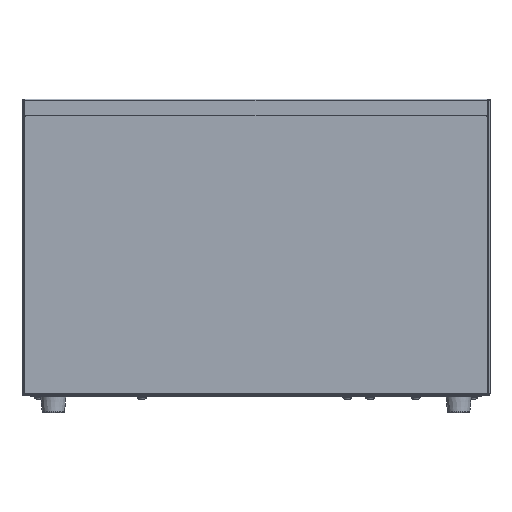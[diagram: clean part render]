
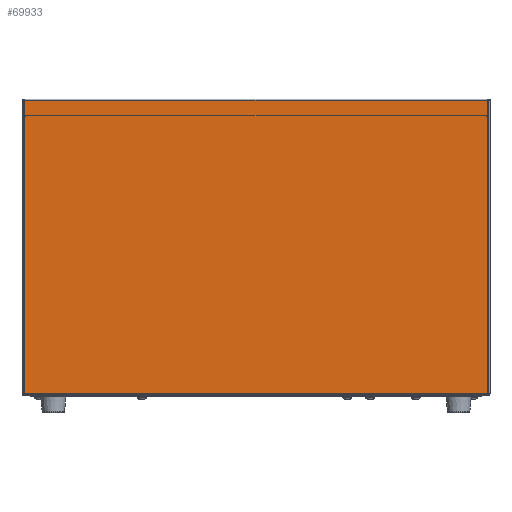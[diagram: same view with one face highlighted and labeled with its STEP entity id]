
A CAD part, left-side view. The second image highlights one B-rep face of the part: STEP entity #69933.
In plain terms, the highlighted planar face has unit normal (-1, 0, 0).
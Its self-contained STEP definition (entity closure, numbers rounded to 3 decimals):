
#2348=PLANE('',#74421);
#5302=FACE_OUTER_BOUND('',#9167,.T.);
#9167=EDGE_LOOP('',(#50456,#50457,#50458,#50459,#50460,#50461,#50462,#50463,
#50464,#50465,#50466,#50467));
#13856=LINE('',#107911,#20675);
#13874=LINE('',#108054,#20693);
#13876=LINE('',#108060,#20695);
#13877=LINE('',#108062,#20696);
#13878=LINE('',#108064,#20697);
#13879=LINE('',#108068,#20698);
#13880=LINE('',#108070,#20699);
#13881=LINE('',#108072,#20700);
#13882=LINE('',#108076,#20701);
#13883=LINE('',#108077,#20702);
#20675=VECTOR('',#84102,10.);
#20693=VECTOR('',#84150,10.);
#20695=VECTOR('',#84156,10.);
#20696=VECTOR('',#84157,10.);
#20697=VECTOR('',#84158,10.);
#20698=VECTOR('',#84161,10.);
#20699=VECTOR('',#84162,10.);
#20700=VECTOR('',#84163,10.);
#20701=VECTOR('',#84166,10.);
#20702=VECTOR('',#84167,10.);
#26478=CIRCLE('',#74422,0.05);
#26479=CIRCLE('',#74423,0.05);
#30062=VERTEX_POINT('',#107902);
#30063=VERTEX_POINT('',#107910);
#30073=VERTEX_POINT('',#108053);
#30075=VERTEX_POINT('',#108059);
#30076=VERTEX_POINT('',#108061);
#30077=VERTEX_POINT('',#108063);
#30078=VERTEX_POINT('',#108065);
#30079=VERTEX_POINT('',#108067);
#30080=VERTEX_POINT('',#108069);
#30081=VERTEX_POINT('',#108071);
#30082=VERTEX_POINT('',#108073);
#30083=VERTEX_POINT('',#108075);
#37598=EDGE_CURVE('',#30063,#30062,#13856,.T.);
#37627=EDGE_CURVE('',#30073,#30063,#13874,.T.);
#37630=EDGE_CURVE('',#30062,#30075,#13876,.T.);
#37631=EDGE_CURVE('',#30076,#30075,#13877,.T.);
#37632=EDGE_CURVE('',#30076,#30077,#13878,.T.);
#37633=EDGE_CURVE('',#30077,#30078,#26478,.T.);
#37634=EDGE_CURVE('',#30078,#30079,#13879,.T.);
#37635=EDGE_CURVE('',#30079,#30080,#13880,.T.);
#37636=EDGE_CURVE('',#30080,#30081,#13881,.T.);
#37637=EDGE_CURVE('',#30081,#30082,#26479,.T.);
#37638=EDGE_CURVE('',#30082,#30083,#13882,.T.);
#37639=EDGE_CURVE('',#30073,#30083,#13883,.T.);
#50456=ORIENTED_EDGE('',*,*,#37598,.T.);
#50457=ORIENTED_EDGE('',*,*,#37630,.T.);
#50458=ORIENTED_EDGE('',*,*,#37631,.F.);
#50459=ORIENTED_EDGE('',*,*,#37632,.T.);
#50460=ORIENTED_EDGE('',*,*,#37633,.T.);
#50461=ORIENTED_EDGE('',*,*,#37634,.T.);
#50462=ORIENTED_EDGE('',*,*,#37635,.T.);
#50463=ORIENTED_EDGE('',*,*,#37636,.T.);
#50464=ORIENTED_EDGE('',*,*,#37637,.T.);
#50465=ORIENTED_EDGE('',*,*,#37638,.T.);
#50466=ORIENTED_EDGE('',*,*,#37639,.F.);
#50467=ORIENTED_EDGE('',*,*,#37627,.T.);
#69933=ADVANCED_FACE('',(#5302),#2348,.T.);
#74421=AXIS2_PLACEMENT_3D('',#108058,#84154,#84155);
#74422=AXIS2_PLACEMENT_3D('',#108066,#84159,#84160);
#74423=AXIS2_PLACEMENT_3D('',#108074,#84164,#84165);
#84102=DIRECTION('',(0.,-1.,0.));
#84150=DIRECTION('',(0.,0.,-1.));
#84154=DIRECTION('center_axis',(-1.,0.,0.));
#84155=DIRECTION('ref_axis',(0.,0.,
1.));
#84156=DIRECTION('',(0.,0.,1.));
#84157=DIRECTION('',(0.,-1.,0.));
#84158=DIRECTION('',(0.,0.,-1.));
#84159=DIRECTION('center_axis',(1.,0.,0.));
#84160=DIRECTION('ref_axis',(0.,1.,0.));
#84161=DIRECTION('',(0.,0.,1.));
#84162=DIRECTION('',(0.,1.,0.));
#84163=DIRECTION('',(0.,0.,-1.));
#84164=DIRECTION('center_axis',(1.,0.,0.));
#84165=DIRECTION('ref_axis',(0.,-1.,0.));
#84166=DIRECTION('',(0.,0.,1.));
#84167=DIRECTION('',(0.,-1.,0.));
#107902=CARTESIAN_POINT('',(-307.5,-203.,-128.));
#107910=CARTESIAN_POINT('',(-307.5,203.,-128.));
#107911=CARTESIAN_POINT('',(-307.5,101.5,-128.));
#108053=CARTESIAN_POINT('',(-307.5,203.,130.));
#108054=CARTESIAN_POINT('',(-307.5,203.,65.));
#108058=CARTESIAN_POINT('Origin',(-307.5,0.,
0.));
#108059=CARTESIAN_POINT('',(-307.5,-203.,130.));
#108060=CARTESIAN_POINT('',(-307.5,-203.,-65.));
#108061=CARTESIAN_POINT('',(-307.5,-202.5,130.));
#108062=CARTESIAN_POINT('',(-307.5,205.,130.));
#108063=CARTESIAN_POINT('',(-307.5,-202.5,128.7));
#108064=CARTESIAN_POINT('',(-307.5,-202.5,64.35));
#108065=CARTESIAN_POINT('',(-307.5,-202.4,128.7));
#108066=CARTESIAN_POINT('Origin',(-307.5,-202.45,128.7));
#108067=CARTESIAN_POINT('',(-307.5,-202.4,128.75));
#108068=CARTESIAN_POINT('',(-307.5,-202.4,65.));
#108069=CARTESIAN_POINT('',(-307.5,202.4,128.75));
#108070=CARTESIAN_POINT('',(-307.5,-101.2,128.75));
#108071=CARTESIAN_POINT('',(-307.5,202.4,128.7));
#108072=CARTESIAN_POINT('',(-307.5,202.4,64.35));
#108073=CARTESIAN_POINT('',(-307.5,202.5,128.7));
#108074=CARTESIAN_POINT('Origin',(-307.5,202.45,128.7));
#108075=CARTESIAN_POINT('',(-307.5,202.5,130.));
#108076=CARTESIAN_POINT('',(-307.5,202.5,65.));
#108077=CARTESIAN_POINT('',(-307.5,205.,130.));
